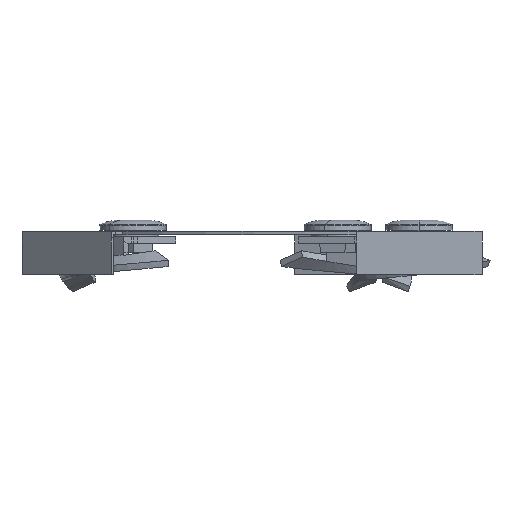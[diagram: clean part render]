
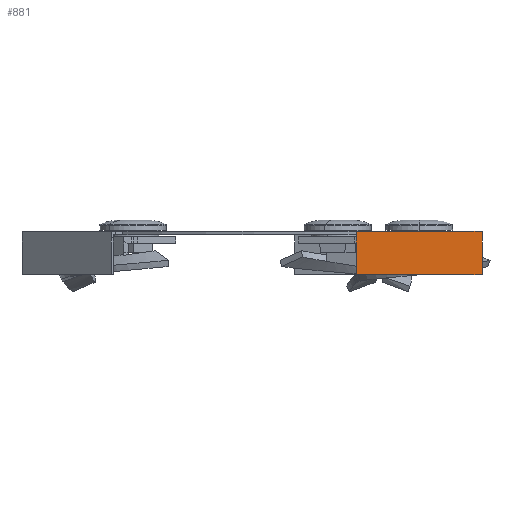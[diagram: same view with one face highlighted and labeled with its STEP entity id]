
A CAD part, left-side view. The second image highlights one B-rep face of the part: STEP entity #881.
In plain terms, the highlighted planar face has unit normal (-1, 0, 0).
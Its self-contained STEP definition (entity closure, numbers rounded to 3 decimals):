
#21 = VECTOR ( 'NONE', #4315, 1000. ) ;
#147 = AXIS2_PLACEMENT_3D ( 'NONE', #3791, #4709, #2906 ) ;
#204 = EDGE_CURVE ( 'NONE', #2329, #2365, #1978, .T. ) ;
#287 = LINE ( 'NONE', #3842, #21 ) ;
#452 = CARTESIAN_POINT ( 'NONE',  ( -113.95, -33.021, -2. ) ) ;
#456 = ORIENTED_EDGE ( 'NONE', *, *, #2169, .T. ) ;
#581 = ORIENTED_EDGE ( 'NONE', *, *, #5478, .T. ) ;
#602 = VECTOR ( 'NONE', #4422, 1000. ) ;
#631 = VERTEX_POINT ( 'NONE', #3640 ) ;
#743 = LINE ( 'NONE', #5742, #602 ) ;
#881 = ADVANCED_FACE ( 'NONE', ( #3106 ), #1873, .F. ) ;
#899 = VERTEX_POINT ( 'NONE', #1989 ) ;
#910 = DIRECTION ( 'NONE',  ( 0., 0., 1. ) ) ;
#927 = EDGE_CURVE ( 'NONE', #2365, #631, #4159, .T. ) ;
#938 = VECTOR ( 'NONE', #910, 1000. ) ;
#1067 = DIRECTION ( 'NONE',  ( 0., 1., 0. ) ) ;
#1724 = CARTESIAN_POINT ( 'NONE',  ( -113.95, 4.479, -2. ) ) ;
#1772 = VECTOR ( 'NONE', #1067, 1000. ) ;
#1873 = PLANE ( 'NONE',  #147 ) ;
#1881 = CARTESIAN_POINT ( 'NONE',  ( -113.95, -33.021, -13. ) ) ;
#1927 = DIRECTION ( 'NONE',  ( 0., 0., 1. ) ) ;
#1978 = LINE ( 'NONE', #3172, #938 ) ;
#1989 = CARTESIAN_POINT ( 'NONE',  ( -113.95, 4.479, -13. ) ) ;
#2059 = EDGE_CURVE ( 'NONE', #5441, #2329, #5379, .T. ) ;
#2119 = CARTESIAN_POINT ( 'NONE',  ( -113.95, -33.021, -13. ) ) ;
#2169 = EDGE_CURVE ( 'NONE', #899, #5441, #287, .T. ) ;
#2329 = VERTEX_POINT ( 'NONE', #452 ) ;
#2365 = VERTEX_POINT ( 'NONE', #4029 ) ;
#2874 = CARTESIAN_POINT ( 'NONE',  ( -113.95, 4.479, -13. ) ) ;
#2906 = DIRECTION ( 'NONE',  ( 0., 0., -1. ) ) ;
#3068 = ORIENTED_EDGE ( 'NONE', *, *, #2059, .T. ) ;
#3106 = FACE_OUTER_BOUND ( 'NONE', #5580, .T. ) ;
#3172 = CARTESIAN_POINT ( 'NONE',  ( -113.95, -33.021, -2. ) ) ;
#3340 = VERTEX_POINT ( 'NONE', #1724 ) ;
#3355 = CARTESIAN_POINT ( 'NONE',  ( -113.95, 4.479, 0. ) ) ;
#3640 = CARTESIAN_POINT ( 'NONE',  ( -113.95, 4.479, 0. ) ) ;
#3791 = CARTESIAN_POINT ( 'NONE',  ( -113.95, -33.021, -13. ) ) ;
#3824 = ORIENTED_EDGE ( 'NONE', *, *, #927, .T. ) ;
#3842 = CARTESIAN_POINT ( 'NONE',  ( -113.95, -33.021, -13. ) ) ;
#3850 = VECTOR ( 'NONE', #5663, 1000. ) ;
#4029 = CARTESIAN_POINT ( 'NONE',  ( -113.95, -33.021, 0. ) ) ;
#4159 = LINE ( 'NONE', #3355, #1772 ) ;
#4315 = DIRECTION ( 'NONE',  ( 0., -1., 0. ) ) ;
#4373 = EDGE_CURVE ( 'NONE', #3340, #631, #5089, .T. ) ;
#4422 = DIRECTION ( 'NONE',  ( 0., 0., -1. ) ) ;
#4709 = DIRECTION ( 'NONE',  ( 1., 0., 0. ) ) ;
#4741 = ORIENTED_EDGE ( 'NONE', *, *, #204, .T. ) ;
#5089 = LINE ( 'NONE', #2874, #5365 ) ;
#5365 = VECTOR ( 'NONE', #1927, 1000. ) ;
#5379 = LINE ( 'NONE', #2119, #3850 ) ;
#5393 = ORIENTED_EDGE ( 'NONE', *, *, #4373, .F. ) ;
#5441 = VERTEX_POINT ( 'NONE', #1881 ) ;
#5478 = EDGE_CURVE ( 'NONE', #3340, #899, #743, .T. ) ;
#5580 = EDGE_LOOP ( 'NONE', ( #3068, #4741, #3824, #5393, #581, #456 ) ) ;
#5663 = DIRECTION ( 'NONE',  ( 0., 0., 1. ) ) ;
#5742 = CARTESIAN_POINT ( 'NONE',  ( -113.95, 4.479, -13. ) ) ;
